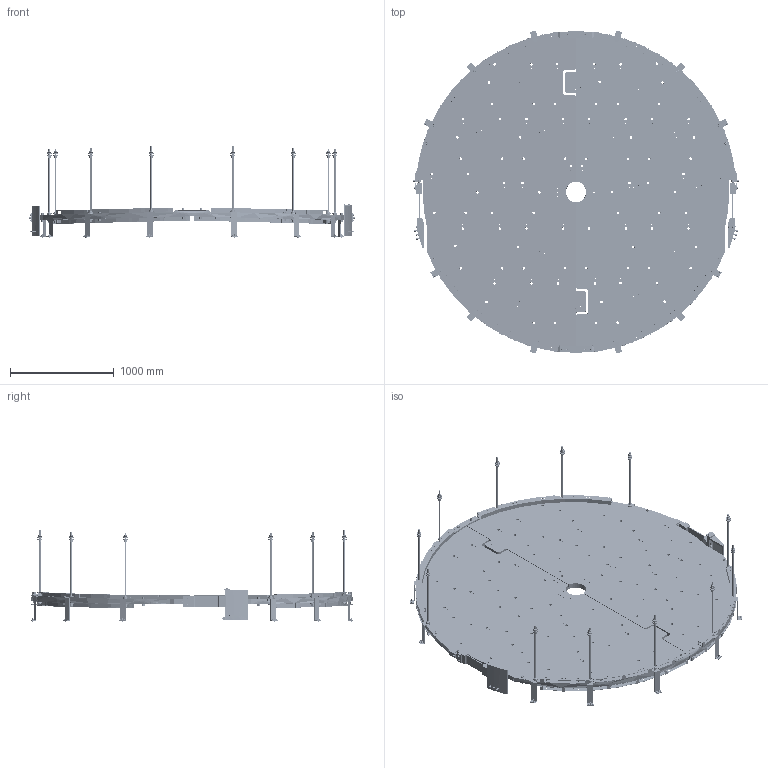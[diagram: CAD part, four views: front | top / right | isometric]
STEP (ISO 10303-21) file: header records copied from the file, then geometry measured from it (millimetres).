
FILE_DESCRIPTION(/* description */ (''),/* implementation_level */ '2;1');
FILE_NAME(/* name */ 'MIRROR_SUPPORT_ASB_V2.stp',/* time_stamp */ '2013-11-28T17:22:23+01:00',/* author */ (''),/* organization */ (''),/* preprocessor_version */ 'ST-DEVELOPER v15',/* originating_system */ 'SIEMENS PLM Software NX 8.5',/* authorisation */ '');
FILE_SCHEMA (('CONFIG_CONTROL_DESIGN'));
Products named in the file (87): spherical-part; cylindrical-part; removable-bracket3; removable-bracket1; removable-bracket2; removable-bracket1L; removable-bracket3L; pin-8x20; Vite-TC-M8x30; removable-bracket2L; finger3; stopper1; vite-TC-M10x35; stopper; panel-support; ST0332495_01; ST0332497_01; ST0332498_01; ST0332499_01; ST0332500_01; ST0332502_01; distanziale inf-rear-dx; distanziale sup-rear-dx; distanziale inf-front-dx; distanziale sup-front-dx; ST0343639_01; ST0343635_01; ST0343631_01; ST0343636_01; ST0343632_01; ST0343633_01; vite-TC-M10x30; supporto-elastico; pin-16x55; vite-TC-M16x55; ISO 4762_M12x40-8_8-A0C_01; ST0330293_01; ISO 4762_M10x45-8_8-A0C_01; ST0330323_01; ISO 4762_M12x25-8_8-A0C_01 ...
Assembly tree (227 placements, depth 6):
  MIRROR_SUPPORT_ASB_V2
    MIRROR-SUPPORT_ASB_L
      Z-STABILIZING-FINGERS_ASB_L
        Z-STABILIZING_FINGERS3L_ASB  x2
          LEVELLING_WASHER_ASB
            cylindrical-part
            spherical-part
          Dado-M16
          finger3
        Z-STABILIZING_FINGERS2L_ASB  x2
          LEVELLING_WASHER_ASB
            cylindrical-part
            spherical-part
          Dado-M16
          finger3
        Z-STABILIZING_FINGERS1L_ASB  x2
          LEVELLING_WASHER_ASB
            cylindrical-part
            spherical-part
          Dado-M16
          finger3
      RIBBON-SUPPORTS_ASB_L
        distanziale sup-front-sx
        distanziale sup-rear-sx
        distanziale inf-front-sx
        distanziale inf-rear-sx
      EMBEDDED-RING_ASB_L
        ST0343546_01
        ST0343497_01
        ST0343502_01
        ST0343557_01
        ST0343501_01
        ST0330075_01
        spina-D16x60  x4
        spina-D16x48  x8
        Dado-M16  x6
        vite-TC-M16x70  x4
        rondella-M16  x6
        vite-TC-M16x90  x2
        ST0332503_01
        ST0330296_01
      half_supporting_panel_sx_V2
      ST0332379_01
        ST0330309_01
        ISO 4762_M12x25-8_8-A0C_01
        ST0330323_01
        ISO 4762_M10x45-8_8-A0C_01  x2
        ST0330293_01
        ISO 4762_M12x40-8_8-A0C_01
        vite-TC-M16x55
        pin-16x55  x2
        supporto-elastico
        vite-TC-M10x30  x2
      REMOVABLE-BRACKET_ASB_L
        REMOVABLE_BRACKET2L_ASB  x2
          removable-bracket2L
          Vite-TC-M8x30
          pin-8x20
        REMOVABLE_BRACKET3L_ASB  x2
          removable-bracket3L
Bounding box: 3137.23 x 3116.15 x 885.12 mm (x, y, z)
Volume: 385622840 mm3; surface area: 26160827 mm2
Topology: 358 solids, 358 shells, 5840 faces, 13268 edges, 8351 vertices
Faces by surface type: plane 2405, cylinder 1843, cone 1437, torus 143, sphere 8, bspline 4
Full cylindrical faces by diameter (mm): 2.5 x144, 3.3 x8, 4 x38, 4.3 x106, 4.5 x12, 6.4 x4, 6.8 x20, 7.76 x12, 8 x86, 8.5 x11, 9 x54, 9.732 x7, 10 x36, 11 x40, 13 x12, 14 x6, 14.376 x48, 15 x38, 15.682 x28, 16 x55, 16.5 x12, 17 x20, 17.5 x12, 20 x48, 23 x48, 24 x14, 25 x140, 26 x48, 30 x62, 39.309 x48
Entity records: 92506 total; most frequent: DIRECTION 13951, CARTESIAN_POINT 13920, ORIENTED_EDGE 11370, AXIS2_PLACEMENT_3D 5696, EDGE_CURVE 5685, EDGE_LOOP 5213, VERTEX_POINT 4309, FACE_BOUND 3766
